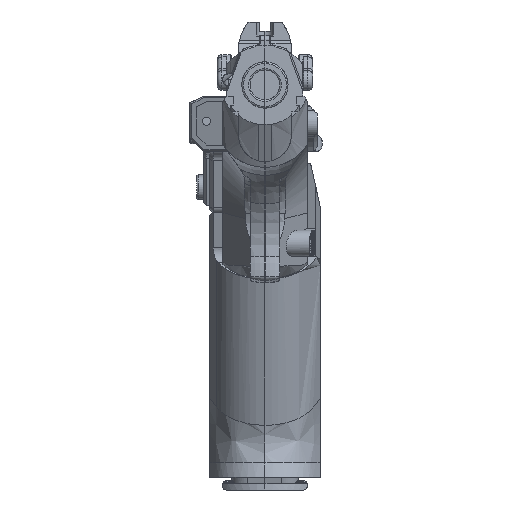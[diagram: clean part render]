
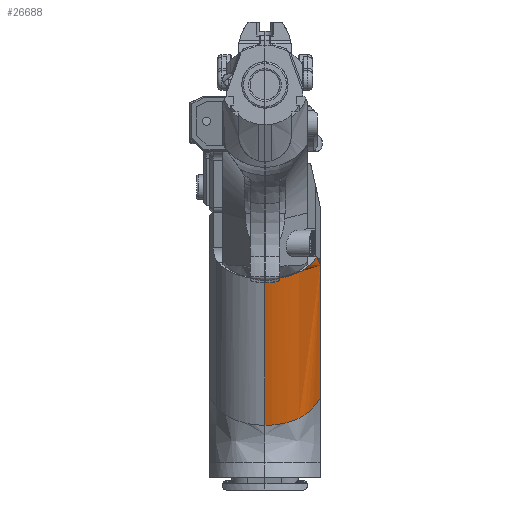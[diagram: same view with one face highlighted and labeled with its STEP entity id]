
A CAD part, front view. The second image highlights one B-rep face of the part: STEP entity #26688.
In plain terms, the highlighted free-form (B-spline) face has degree [3, 1] with [7, 2] control points.
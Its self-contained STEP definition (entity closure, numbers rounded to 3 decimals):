
#212=(
BOUNDED_SURFACE()
B_SPLINE_SURFACE(3,1,((#41528,#41529),(#41530,#41531),(#41532,#41533),(#41534,
#41535),(#41536,#41537),(#41538,#41539),(#41540,#41541)),
 .SURF_OF_LINEAR_EXTRUSION.,.F.,.F.,.F.)
B_SPLINE_SURFACE_WITH_KNOTS((4,3,4),(2,2),(0.499,1.,1.167),
(0.,0.923),.PIECEWISE_BEZIER_KNOTS.)
GEOMETRIC_REPRESENTATION_ITEM()
RATIONAL_B_SPLINE_SURFACE(((0.703,0.703),(0.702,
0.702),(0.801,0.801),(1.,1.),(1.,1.),
(1.,1.),(1.,1.)))
REPRESENTATION_ITEM('')
SURFACE()
);
#766=B_SPLINE_CURVE_WITH_KNOTS('',3,(#40575,#40576,#40577,#40578),
 .UNSPECIFIED.,.F.,.F.,(4,4),(0.,0.004),.UNSPECIFIED.);
#768=B_SPLINE_CURVE_WITH_KNOTS('',3,(#40620,#40621,#40622,#40623,#40624,
#40625,#40626,#40627,#40628,#40629,#40630),.UNSPECIFIED.,.F.,.F.,(4,1,1,
1,1,1,1,1,4),(0.,0.072,0.107,0.143,
0.179,0.215,0.286,0.429,
0.573),.UNSPECIFIED.);
#801=B_SPLINE_CURVE_WITH_KNOTS('',3,(#41524,#41525,#41526,#41527),
 .UNSPECIFIED.,.F.,.F.,(4,4),(0.,0.),.UNSPECIFIED.);
#802=B_SPLINE_CURVE_WITH_KNOTS('',3,(#41544,#41545,#41546,#41547,#41548,
#41549,#41550,#41551,#41552),.UNSPECIFIED.,.F.,.F.,(4,1,1,1,1,1,4),(0.,
0.003,0.005,0.008,0.01,
0.015,0.021),.UNSPECIFIED.);
#5349=ORIENTED_EDGE('',*,*,#9420,.F.);
#5350=ORIENTED_EDGE('',*,*,#9240,.F.);
#5351=ORIENTED_EDGE('',*,*,#9238,.T.);
#5352=ORIENTED_EDGE('',*,*,#9235,.T.);
#5353=ORIENTED_EDGE('',*,*,#9419,.F.);
#5354=ORIENTED_EDGE('',*,*,#9421,.T.);
#9235=EDGE_CURVE('',#11529,#11530,#766,.T.);
#9238=EDGE_CURVE('',#11531,#11529,#13194,.T.);
#9240=EDGE_CURVE('',#11531,#11532,#768,.T.);
#9419=EDGE_CURVE('',#11651,#11530,#801,.T.);
#9420=EDGE_CURVE('',#11532,#11652,#13237,.T.);
#9421=EDGE_CURVE('',#11651,#11652,#802,.T.);
#11529=VERTEX_POINT('',#40579);
#11530=VERTEX_POINT('',#40580);
#11531=VERTEX_POINT('',#40585);
#11532=VERTEX_POINT('',#40631);
#11651=VERTEX_POINT('',#41523);
#11652=VERTEX_POINT('',#41543);
#13194=LINE('',#40584,#14860);
#13237=LINE('',#41542,#14903);
#14860=VECTOR('',#31703,1000.);
#14903=VECTOR('',#32036,1000.);
#16241=EDGE_LOOP('',(#5349,#5350,#5351,#5352,#5353,#5354));
#17376=FACE_BOUND('',#16241,.T.);
#26688=ADVANCED_FACE('',(#17376),#212,.T.);
#31703=DIRECTION('',(0.,-0.301,0.954));
#32036=DIRECTION('',(0.,-0.301,0.954));
#40575=CARTESIAN_POINT('',(16.8,146.132,64.32));
#40576=CARTESIAN_POINT('',(16.467,145.127,65.132));
#40577=CARTESIAN_POINT('',(16.133,144.122,65.944));
#40578=CARTESIAN_POINT('',(15.8,143.117,66.757));
#40579=CARTESIAN_POINT('',(16.8,146.132,64.32));
#40580=CARTESIAN_POINT('',(15.8,143.117,66.757));
#40584=CARTESIAN_POINT('',(16.8,158.809,24.115));
#40585=CARTESIAN_POINT('',(16.8,158.809,24.115));
#40620=CARTESIAN_POINT('',(16.8,158.809,24.115));
#40621=CARTESIAN_POINT('',(16.467,158.197,23.679));
#40622=CARTESIAN_POINT('',(15.968,157.281,23.025));
#40623=CARTESIAN_POINT('',(15.298,156.058,22.153));
#40624=CARTESIAN_POINT('',(14.81,155.142,21.5));
#40625=CARTESIAN_POINT('',(14.266,154.22,20.842));
#40626=CARTESIAN_POINT('',(13.361,152.981,19.958));
#40627=CARTESIAN_POINT('',(11.336,150.844,18.434));
#40628=CARTESIAN_POINT('',(7.002,148.182,16.535));
#40629=CARTESIAN_POINT('',(2.337,147.327,15.925));
#40630=CARTESIAN_POINT('',(0.,147.332,15.929));
#40631=CARTESIAN_POINT('',(0.,147.332,15.929));
#41523=CARTESIAN_POINT('',(15.678,142.798,66.899));
#41524=CARTESIAN_POINT('',(15.678,142.798,66.899));
#41525=CARTESIAN_POINT('',(15.719,142.904,66.851));
#41526=CARTESIAN_POINT('',(15.759,143.011,66.804));
#41527=CARTESIAN_POINT('',(15.8,143.117,66.757));
#41528=CARTESIAN_POINT('',(0.,147.332,15.929));
#41529=CARTESIAN_POINT('',(0.,133.296,60.446));
#41530=CARTESIAN_POINT('',(7.017,147.315,15.917));
#41531=CARTESIAN_POINT('',(7.017,133.279,60.434));
#41532=CARTESIAN_POINT('',(12.305,150.564,18.234));
#41533=CARTESIAN_POINT('',(12.305,136.528,62.752));
#41534=CARTESIAN_POINT('',(14.8,155.14,21.498));
#41535=CARTESIAN_POINT('',(14.8,141.104,66.016));
#41536=CARTESIAN_POINT('',(15.467,156.363,22.371));
#41537=CARTESIAN_POINT('',(15.467,142.327,66.888));
#41538=CARTESIAN_POINT('',(16.133,157.586,23.243));
#41539=CARTESIAN_POINT('',(16.133,143.55,67.76));
#41540=CARTESIAN_POINT('',(16.8,158.809,24.115));
#41541=CARTESIAN_POINT('',(16.8,144.772,68.632));
#41542=CARTESIAN_POINT('',(0.,140.299,38.238));
#41543=CARTESIAN_POINT('',(0.,133.404,60.105));
#41544=CARTESIAN_POINT('',(15.678,142.798,66.899));
#41545=CARTESIAN_POINT('',(15.328,142.157,66.435));
#41546=CARTESIAN_POINT('',(14.669,140.855,65.493));
#41547=CARTESIAN_POINT('',(13.401,139.043,64.183));
#41548=CARTESIAN_POINT('',(11.742,137.394,62.99));
#41549=CARTESIAN_POINT('',(9.134,135.516,61.633));
#41550=CARTESIAN_POINT('',(5.231,133.853,60.429));
#41551=CARTESIAN_POINT('',(1.736,133.4,60.102));
#41552=CARTESIAN_POINT('',(0.,133.404,60.105));
